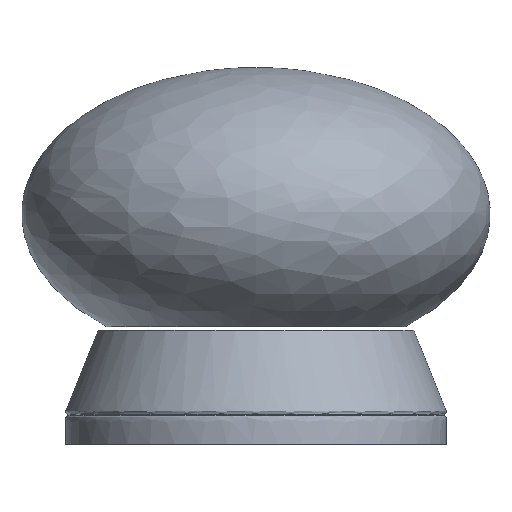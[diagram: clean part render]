
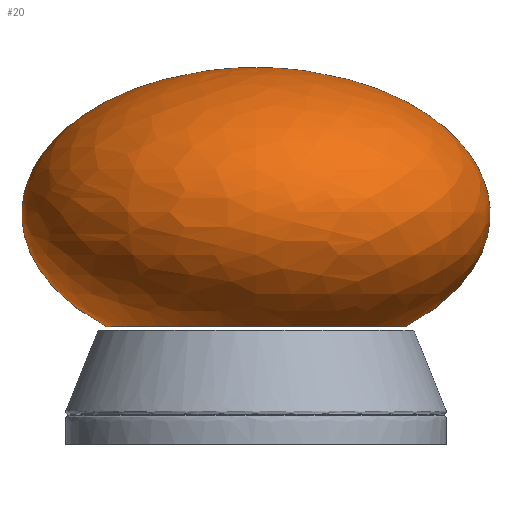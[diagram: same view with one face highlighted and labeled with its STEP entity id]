
A CAD part, front view. The second image highlights one B-rep face of the part: STEP entity #20.
In plain terms, the highlighted free-form (B-spline) face has degree [3, 2] with [7, 5] control points.
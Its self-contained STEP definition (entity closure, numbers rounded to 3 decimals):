
#20=ADVANCED_FACE('',(#26),#103,.T.);
#26=FACE_OUTER_BOUND('',#32,.T.);
#32=EDGE_LOOP('',(#44,#45,#46));
#44=ORIENTED_EDGE('',*,*,#64,.F.);
#45=ORIENTED_EDGE('',*,*,#65,.T.);
#46=ORIENTED_EDGE('',*,*,#66,.F.);
#64=EDGE_CURVE('',#94,#96,#84,.T.);
#65=EDGE_CURVE('',#94,#95,#76,.T.);
#66=EDGE_CURVE('',#96,#95,#77,.T.);
#76=B_SPLINE_CURVE_WITH_KNOTS('',3,(#423,#424,#425,#426,#427,#428,#429),
 .UNSPECIFIED.,.F.,.F.,(4,3,4),(0.,7.507,15.406),
 .UNSPECIFIED.);
#77=B_SPLINE_CURVE_WITH_KNOTS('',3,(#430,#431,#432,#433,#434,#435,#436),
 .UNSPECIFIED.,.F.,.F.,(4,3,4),(0.,7.507,15.406),
 .UNSPECIFIED.);
#84=(
BOUNDED_CURVE()
B_SPLINE_CURVE(2,(#418,#419,#420,#421,#422),.UNSPECIFIED.,.F.,.F.)
B_SPLINE_CURVE_WITH_KNOTS((3,2,3),(0.,12.561,25.122),
 .UNSPECIFIED.)
CURVE()
GEOMETRIC_REPRESENTATION_ITEM()
RATIONAL_B_SPLINE_CURVE((1.,0.707,1.,0.707,1.))
REPRESENTATION_ITEM('')
);
#94=VERTEX_POINT('',#415);
#95=VERTEX_POINT('',#416);
#96=VERTEX_POINT('',#417);
#103=(
BOUNDED_SURFACE()
B_SPLINE_SURFACE(3,2,((#345,#346,#347,#348,#349),(#350,#351,#352,#353,#354),
(#355,#356,#357,#358,#359),(#360,#361,#362,#363,#364),(#365,#366,#367,#368,
#369),(#370,#371,#372,#373,#374),(#375,#376,#377,#378,#379)),
 .UNSPECIFIED.,.F.,.F.,.F.)
B_SPLINE_SURFACE_WITH_KNOTS((4,3,4),(3,2,3),(0.,7.507,15.406),
(0.,12.561,25.122),.UNSPECIFIED.)
GEOMETRIC_REPRESENTATION_ITEM()
RATIONAL_B_SPLINE_SURFACE(((1.,0.707,1.,0.707,1.),
(1.,0.707,1.,0.707,1.),(1.,0.707,1.,
0.707,1.),(1.,0.707,1.,0.707,1.),(1.,
0.707,1.,0.707,1.),(1.,0.707,1.,0.707,
1.),(1.,0.707,1.,0.707,1.)))
REPRESENTATION_ITEM('')
SURFACE()
);
#345=CARTESIAN_POINT('',(5.103,0.,4.02));
#346=CARTESIAN_POINT('',(5.103,-5.103,4.02));
#347=CARTESIAN_POINT('',(0.,-5.103,4.02));
#348=CARTESIAN_POINT('',(-5.103,-5.103,4.02));
#349=CARTESIAN_POINT('',(-5.103,0.,4.02));
#350=CARTESIAN_POINT('',(7.612,0.,5.32));
#351=CARTESIAN_POINT('',(7.612,-7.612,5.32));
#352=CARTESIAN_POINT('',(0.,-7.612,5.32));
#353=CARTESIAN_POINT('',(-7.612,-7.612,5.32));
#354=CARTESIAN_POINT('',(-7.612,0.,5.32));
#355=CARTESIAN_POINT('',(8.622,0.,7.454));
#356=CARTESIAN_POINT('',(8.622,-8.622,7.454));
#357=CARTESIAN_POINT('',(0.,-8.622,7.454));
#358=CARTESIAN_POINT('',(-8.622,-8.622,7.454));
#359=CARTESIAN_POINT('',(-8.622,0.,7.454));
#360=CARTESIAN_POINT('',(7.606,0.,9.412));
#361=CARTESIAN_POINT('',(7.606,-7.606,9.412));
#362=CARTESIAN_POINT('',(0.,-7.606,9.412));
#363=CARTESIAN_POINT('',(-7.606,-7.606,9.412));
#364=CARTESIAN_POINT('',(-7.606,0.,9.412));
#365=CARTESIAN_POINT('',(6.536,0.,11.472));
#366=CARTESIAN_POINT('',(6.536,-6.536,11.472));
#367=CARTESIAN_POINT('',(0.,-6.536,11.472));
#368=CARTESIAN_POINT('',(-6.536,-6.536,11.472));
#369=CARTESIAN_POINT('',(-6.536,0.,11.472));
#370=CARTESIAN_POINT('',(3.465,0.,12.867));
#371=CARTESIAN_POINT('',(3.465,-3.465,12.867));
#372=CARTESIAN_POINT('',(0.,-3.465,12.867));
#373=CARTESIAN_POINT('',(-3.465,-3.465,12.867));
#374=CARTESIAN_POINT('',(-3.465,0.,12.867));
#375=CARTESIAN_POINT('',(0.,0.,12.868));
#376=CARTESIAN_POINT('',(0.,0.,12.868));
#377=CARTESIAN_POINT('',(0.,0.,12.868));
#378=CARTESIAN_POINT('',(0.,0.,12.868));
#379=CARTESIAN_POINT('',(0.,0.,12.868));
#415=CARTESIAN_POINT('',(5.103,0.,4.02));
#416=CARTESIAN_POINT('',(0.,0.,12.868));
#417=CARTESIAN_POINT('',(-5.103,0.,4.02));
#418=CARTESIAN_POINT('',(5.103,0.,4.02));
#419=CARTESIAN_POINT('',(5.103,-5.103,4.02));
#420=CARTESIAN_POINT('',(0.,-5.103,4.02));
#421=CARTESIAN_POINT('',(-5.103,-5.103,4.02));
#422=CARTESIAN_POINT('',(-5.103,0.,4.02));
#423=CARTESIAN_POINT('',(5.103,0.,4.02));
#424=CARTESIAN_POINT('',(7.612,0.,5.32));
#425=CARTESIAN_POINT('',(8.622,0.,7.454));
#426=CARTESIAN_POINT('',(7.606,0.,9.412));
#427=CARTESIAN_POINT('',(6.536,0.,11.472));
#428=CARTESIAN_POINT('',(3.465,0.,12.867));
#429=CARTESIAN_POINT('',(0.,0.,12.868));
#430=CARTESIAN_POINT('',(-5.103,0.,4.02));
#431=CARTESIAN_POINT('',(-7.612,0.,5.32));
#432=CARTESIAN_POINT('',(-8.622,0.,7.454));
#433=CARTESIAN_POINT('',(-7.606,0.,9.412));
#434=CARTESIAN_POINT('',(-6.536,0.,11.472));
#435=CARTESIAN_POINT('',(-3.465,0.,12.867));
#436=CARTESIAN_POINT('',(0.,0.,12.868));
